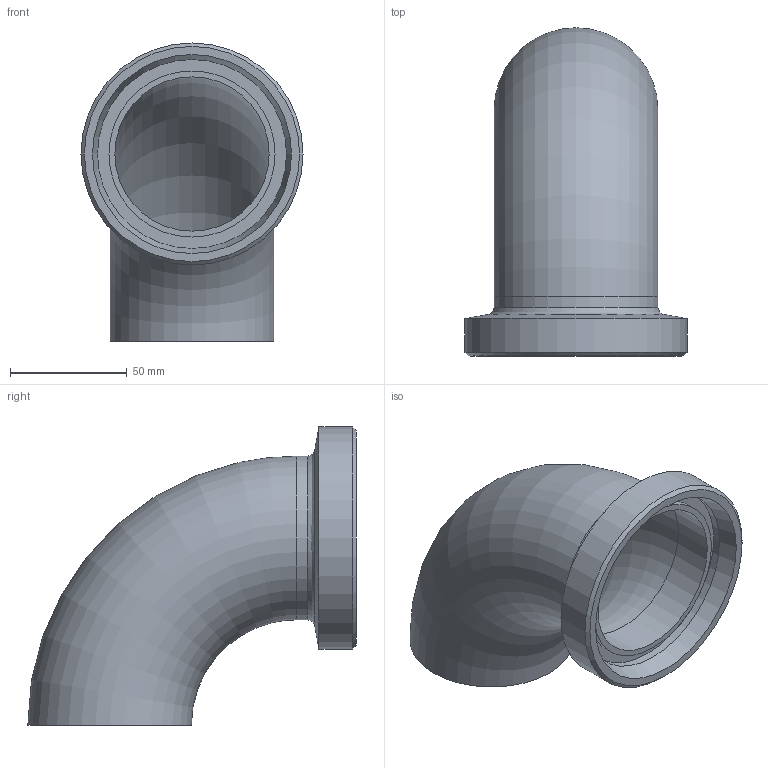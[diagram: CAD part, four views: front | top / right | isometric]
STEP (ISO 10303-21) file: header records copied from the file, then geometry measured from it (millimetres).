
FILE_DESCRIPTION((''),'2;1');
FILE_NAME('35200065X.stp','2010-08-13T10:28:51',('thilbrands'),(''),'Autodesk Inventor 2008','Autodesk Inventor 2008','');
FILE_SCHEMA(('AUTOMOTIVE_DESIGN { 1 0 10303 214 1 1 1 1 }'));
Length unit declared in the file: millimetre
Products named in the file (3): 352000101; 322000101-DN65; 113040101-DN65
Assembly tree (2 placements, depth 2):
  352000101
    322000101-DN65
    113040101-DN65
Bounding box: 95 x 140.5 x 127.5 mm (x, y, z)
Volume: 99802.8 mm3; surface area: 74758.4 mm2
Topology: 2 solids, 2 shells, 17 faces, 28 edges, 17 vertices
Faces by surface type: plane 6, cylinder 5, cone 3, torus 2, bspline 1
Full cylindrical faces by diameter (mm): 66 x1, 70 x1, 71 x1, 80.8 x1, 95 x1
Entity records: 474 total; most frequent: CARTESIAN_POINT 100, DIRECTION 76, AXIS2_PLACEMENT_3D 38, ORIENTED_EDGE 34, EDGE_LOOP 34, VERTEX_POINT 17, CIRCLE 17, EDGE_CURVE 17
